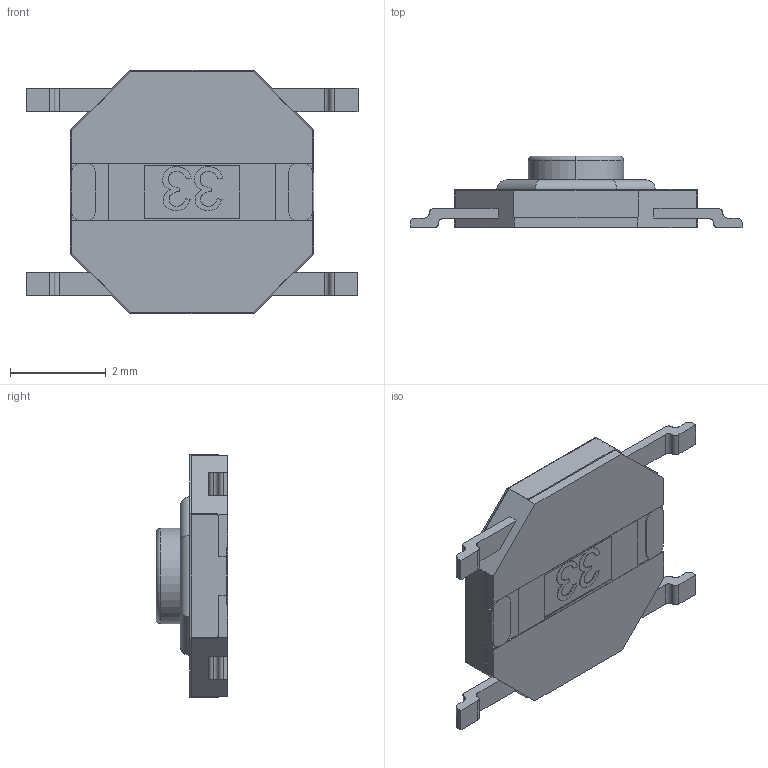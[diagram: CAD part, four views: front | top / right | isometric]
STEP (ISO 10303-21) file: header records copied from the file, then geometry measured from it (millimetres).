
FILE_DESCRIPTION (( 'STEP AP214' ), '1' );
FILE_NAME ('User Library-SMD button 5x5x1.5.STEP', '2021-11-30T08:22:08', ( '' ), ( '' ), 'SwSTEP 2.0', 'SolidWorks 2021', '' );
FILE_SCHEMA (( 'AUTOMOTIVE_DESIGN' ));
Length unit declared in the file: millimetre
Products named in the file (1): User Library-SMD button 5x5x1.5
Bounding box: 6.95 x 1.5 x 5.1 mm (x, y, z)
Volume: 22.1 mm3; surface area: 76.2 mm2
Topology: 3 solids, 3 shells, 181 faces, 468 edges, 302 vertices
Faces by surface type: plane 107, cylinder 64, bspline 8, torus 2
Entity records: 7772 total; most frequent: CARTESIAN_POINT 2552, ORIENTED_EDGE 936, DIRECTION 836, EDGE_CURVE 468, LINE 336, VECTOR 336, VERTEX_POINT 302, AXIS2_PLACEMENT_3D 250
